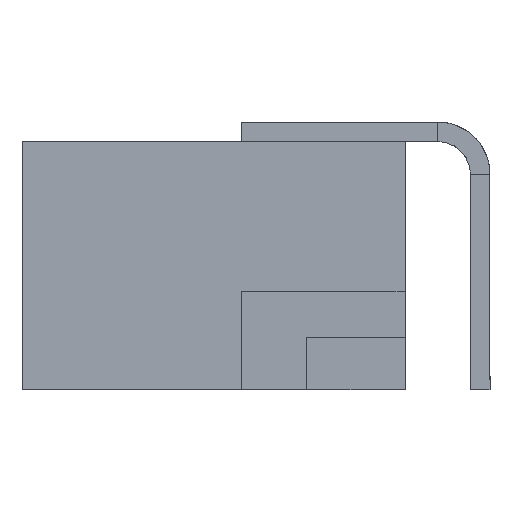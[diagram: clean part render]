
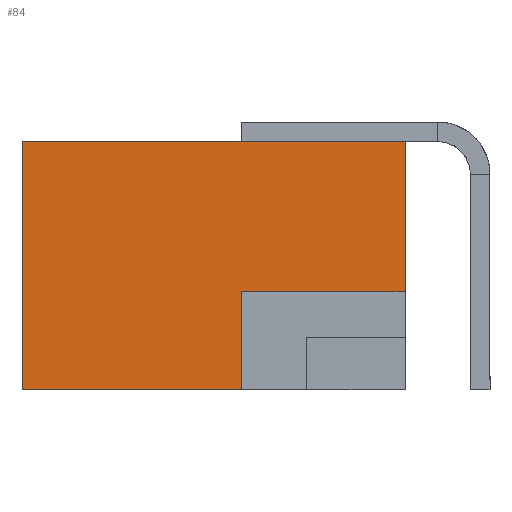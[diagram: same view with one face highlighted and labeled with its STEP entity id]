
A CAD part, left-side view. The second image highlights one B-rep face of the part: STEP entity #84.
In plain terms, the highlighted planar face has unit normal (-1, 0, 0).
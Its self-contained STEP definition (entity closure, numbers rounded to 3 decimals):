
#84=ADVANCED_FACE('',(#3118),#3120,.F.);
#3118=FACE_BOUND('',#3119,.T.);
#3119=EDGE_LOOP('',(#7890,#7891,#7892,#7893,#7894,#7895));
#3120=PLANE('',#3121);
#3121=AXIS2_PLACEMENT_3D('',#3122,#3123,#3124);
#3122=CARTESIAN_POINT('',(-5.4,2.93,1.9));
#3123=DIRECTION('',(1.,-0.,0.));
#3124=DIRECTION('',(0.,0.,-1.));
#7890=ORIENTED_EDGE('',*,*,#9717,.F.);
#7891=ORIENTED_EDGE('',*,*,#9708,.F.);
#7892=ORIENTED_EDGE('',*,*,#9718,.F.);
#7893=ORIENTED_EDGE('',*,*,#9719,.T.);
#7894=ORIENTED_EDGE('',*,*,#9720,.F.);
#7895=ORIENTED_EDGE('',*,*,#9721,.F.);
#9708=EDGE_CURVE('',#10641,#10643,#10644,.T.);
#9717=EDGE_CURVE('',#10643,#10659,#10660,.T.);
#9718=EDGE_CURVE('',#10661,#10641,#10662,.T.);
#9719=EDGE_CURVE('',#10661,#10663,#10664,.T.);
#9720=EDGE_CURVE('',#10665,#10663,#10666,.T.);
#9721=EDGE_CURVE('',#10659,#10665,#10667,.T.);
#10641=VERTEX_POINT('',#12197);
#10643=VERTEX_POINT('',#12201);
#10644=LINE('',#12202,#12203);
#10659=VERTEX_POINT('',#12235);
#10660=LINE('',#12236,#12237);
#10661=VERTEX_POINT('',#12239);
#10662=LINE('',#12240,#12241);
#10663=VERTEX_POINT('',#12243);
#10664=LINE('',#12244,#12245);
#10665=VERTEX_POINT('',#12247);
#10666=LINE('',#12248,#12249);
#10667=LINE('',#12251,#12252);
#12197=CARTESIAN_POINT('',(-5.4,2.93,1.9));
#12201=CARTESIAN_POINT('',(-5.4,-2.93,1.9));
#12202=CARTESIAN_POINT('',(-5.4,2.93,1.9));
#12203=VECTOR('',#12204,1.);
#12204=DIRECTION('',(0.,-1.,0.));
#12235=CARTESIAN_POINT('',(-5.4,-2.93,-0.4));
#12236=CARTESIAN_POINT('',(-5.4,-2.93,1.9));
#12237=VECTOR('',#12238,1.);
#12238=DIRECTION('',(0.,0.,-1.));
#12239=CARTESIAN_POINT('',(-5.4,2.93,-1.9));
#12240=CARTESIAN_POINT('',(-5.4,2.93,-1.9));
#12241=VECTOR('',#12242,1.);
#12242=DIRECTION('',(0.,0.,1.));
#12243=CARTESIAN_POINT('',(-5.4,-0.43,-1.9));
#12244=CARTESIAN_POINT('',(-5.4,2.93,-1.9));
#12245=VECTOR('',#12246,1.);
#12246=DIRECTION('',(0.,-1.,0.));
#12247=CARTESIAN_POINT('',(-5.4,-0.43,-0.4));
#12248=CARTESIAN_POINT('',(-5.4,-0.43,-0.4));
#12249=VECTOR('',#12250,1.);
#12250=DIRECTION('',(0.,0.,-1.));
#12251=CARTESIAN_POINT('',(-5.4,-2.93,-0.4));
#12252=VECTOR('',#12253,1.);
#12253=DIRECTION('',(0.,1.,0.));
